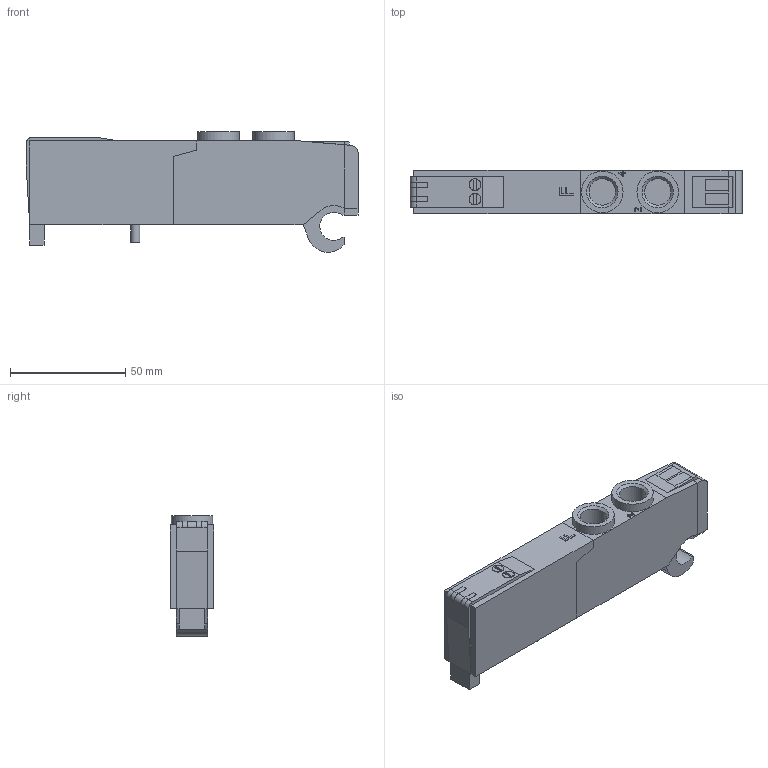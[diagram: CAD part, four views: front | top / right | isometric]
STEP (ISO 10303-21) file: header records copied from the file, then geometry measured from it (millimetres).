
FILE_DESCRIPTION((''),'2;1');
FILE_NAME('2531_62_44_35_02.stp','2009-04-16T15:37:52',('brembcl1'),(''),'Autodesk Inventor 2009','Autodesk Inventor 2009','');
FILE_SCHEMA(('AUTOMOTIVE_DESIGN { 1 0 10303 214 1 1 1 1 }'));
Length unit declared in the file: millimetre
Products named in the file (1): 2531_62_44_35_02
Bounding box: 143.8 x 18.8 x 52.22 mm (x, y, z)
Volume: 98368 mm3; surface area: 19239.2 mm2
Topology: 1 solids, 1 shells, 137 faces, 350 edges, 226 vertices
Faces by surface type: plane 100, bspline 23, cylinder 14
Full cylindrical faces by diameter (mm): 4 x1, 5 x2, 18 x2
Entity records: 4339 total; most frequent: CARTESIAN_POINT 954, ORIENTED_EDGE 682, DIRECTION 591, EDGE_CURVE 341, VECTOR 277, LINE 277, VERTEX_POINT 226, AXIS2_PLACEMENT_3D 157
